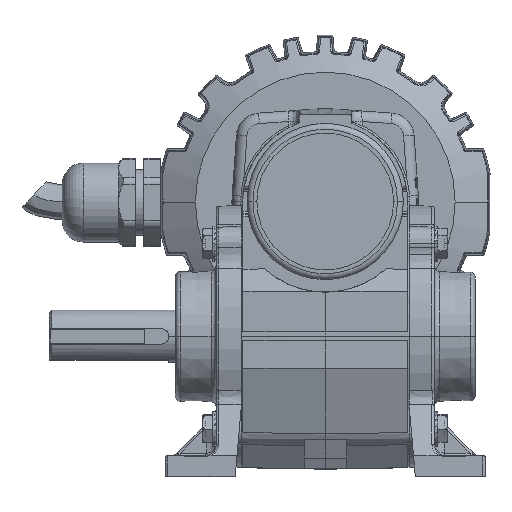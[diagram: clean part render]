
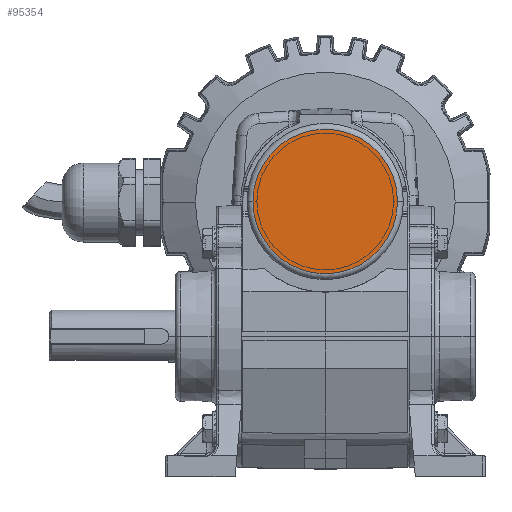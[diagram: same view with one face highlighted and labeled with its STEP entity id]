
A CAD part, top view. The second image highlights one B-rep face of the part: STEP entity #95354.
In plain terms, the highlighted planar face has unit normal (0, 0, 1).
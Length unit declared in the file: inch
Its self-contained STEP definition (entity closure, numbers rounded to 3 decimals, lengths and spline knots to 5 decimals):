
#15784 = CARTESIAN_POINT ( 'NONE',  ( 0., 0.86, 4.876 ) ) ;
#15789 = PLANE ( 'NONE',  #52797 ) ;
#15792 = DIRECTION ( 'NONE',  ( 0., 0., 1. ) ) ;
#15793 = DIRECTION ( 'NONE',  ( 1., 0., 0. ) ) ;
#20788 = FACE_OUTER_BOUND ( 'NONE', #101485, .T. ) ;
#25080 = CARTESIAN_POINT ( 'NONE',  ( 0.86, 0., 4.876 ) ) ;
#25081 = CARTESIAN_POINT ( 'NONE',  ( -0.86, 0., 4.876 ) ) ;
#30554 = CARTESIAN_POINT ( 'NONE',  ( 0., 0., 4.876 ) ) ;
#30556 = DIRECTION ( 'NONE',  ( 0., 0., 1. ) ) ;
#30558 = DIRECTION ( 'NONE',  ( 1., 0., 0. ) ) ;
#37028 = CARTESIAN_POINT ( 'NONE',  ( 0., 0., 4.876 ) ) ;
#37030 = DIRECTION ( 'NONE',  ( 0., 0., 1. ) ) ;
#37032 = DIRECTION ( 'NONE',  ( 1., 0., 0. ) ) ;
#38099 = EDGE_CURVE ( 'NONE', #61522, #61519, #67754, .T. ) ;
#52797 = AXIS2_PLACEMENT_3D ( 'NONE', #15784, #15792, #15793 ) ;
#54959 = AXIS2_PLACEMENT_3D ( 'NONE', #30554, #30556, #30558 ) ;
#60339 = AXIS2_PLACEMENT_3D ( 'NONE', #37028, #37030, #37032 ) ;
#61519 = VERTEX_POINT ( 'NONE', #25080 ) ;
#61522 = VERTEX_POINT ( 'NONE', #25081 ) ;
#67754 = CIRCLE ( 'NONE', #60339, 0.86 ) ;
#74142 = ORIENTED_EDGE ( 'NONE', *, *, #38099, .T. ) ;
#74144 = ORIENTED_EDGE ( 'NONE', *, *, #100256, .T. ) ;
#75867 = CIRCLE ( 'NONE', #54959, 0.86 ) ;
#95354 = ADVANCED_FACE ( 'NONE', ( #20788 ), #15789, .T. ) ;
#100256 = EDGE_CURVE ( 'NONE', #61519, #61522, #75867, .T. ) ;
#101485 = EDGE_LOOP ( 'NONE', ( #74144, #74142 ) ) ;
